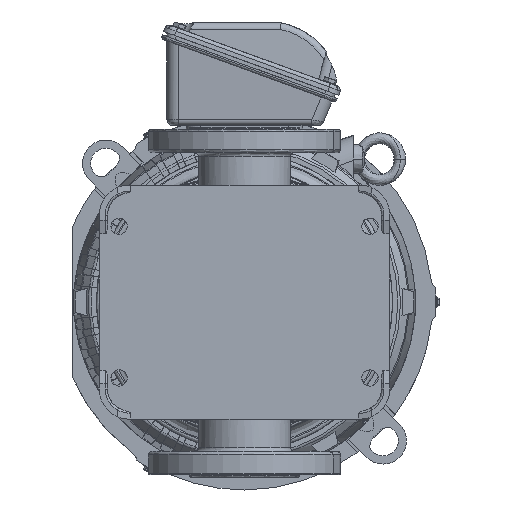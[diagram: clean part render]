
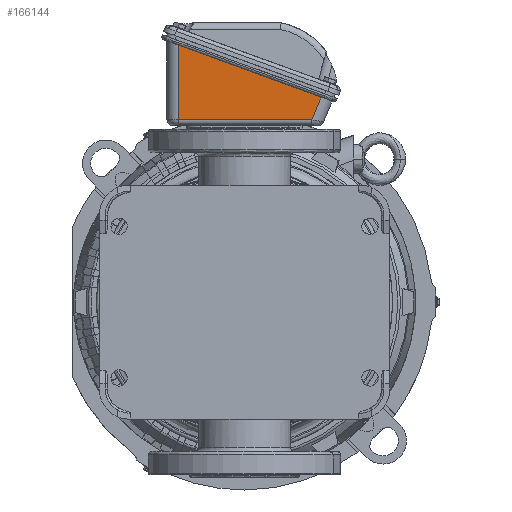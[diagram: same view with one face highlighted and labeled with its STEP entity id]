
A CAD part, front view. The second image highlights one B-rep face of the part: STEP entity #166144.
In plain terms, the highlighted face is planar.
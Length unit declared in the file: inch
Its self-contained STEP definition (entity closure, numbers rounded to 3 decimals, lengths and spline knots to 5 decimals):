
#11205 = CARTESIAN_POINT ( 'NONE',  ( -0.69407, 2.19904, 6.91979 ) ) ;
#18184 = VERTEX_POINT ( 'NONE', #53911 ) ;
#19953 = CARTESIAN_POINT ( 'NONE',  ( -0.69267, 2.21405, 6.95695 ) ) ;
#23948 = FACE_OUTER_BOUND ( 'NONE', #118848, .T. ) ;
#25132 = DIRECTION ( 'NONE',  ( 0.999, -0.012, -0.033 ) ) ;
#31572 = DIRECTION ( 'NONE',  ( 0., 0.94, -0.342 ) ) ;
#42863 = DIRECTION ( 'NONE',  ( 0.012, 1., 0. ) ) ;
#47597 = CARTESIAN_POINT ( 'NONE',  ( -0.78137, -3.00296, 6.15273 ) ) ;
#53911 = CARTESIAN_POINT ( 'NONE',  ( -0.77674, -2.6151, 6.15273 ) ) ;
#57606 = ORIENTED_EDGE ( 'NONE', *, *, #211194, .T. ) ;
#62847 = VERTEX_POINT ( 'NONE', #117530 ) ;
#79688 = ORIENTED_EDGE ( 'NONE', *, *, #120328, .F. ) ;
#86627 = CARTESIAN_POINT ( 'NONE',  ( -0.69407, -2.6151, 8.672 ) ) ;
#92797 = VERTEX_POINT ( 'NONE', #11205 ) ;
#110421 = LINE ( 'NONE', #19953, #209868 ) ;
#113622 = EDGE_CURVE ( 'NONE', #137897, #18184, #146713, .T. ) ;
#117530 = CARTESIAN_POINT ( 'NONE',  ( -0.72294, 1.88913, 6.15273 ) ) ;
#118848 = EDGE_LOOP ( 'NONE', ( #173909, #199196, #57606, #79688 ) ) ;
#120328 = EDGE_CURVE ( 'NONE', #137897, #92797, #142570, .T. ) ;
#128000 = CARTESIAN_POINT ( 'NONE',  ( -0.69407, -3.0849, 8.84299 ) ) ;
#137897 = VERTEX_POINT ( 'NONE', #86627 ) ;
#138645 = VECTOR ( 'NONE', #42863, 39.37008 ) ;
#142570 = LINE ( 'NONE', #128000, #227790 ) ;
#146713 = LINE ( 'NONE', #185364, #222441 ) ;
#150730 = CARTESIAN_POINT ( 'NONE',  ( -0.68582, -3.0041, 9.06496 ) ) ;
#166144 = ADVANCED_FACE ( 'NONE', ( #23948 ), #171281, .T. ) ;
#168457 = DIRECTION ( 'NONE',  ( 0.035, 0.374, 0.927 ) ) ;
#171281 = PLANE ( 'NONE',  #229959 ) ;
#173909 = ORIENTED_EDGE ( 'NONE', *, *, #113622, .T. ) ;
#185364 = CARTESIAN_POINT ( 'NONE',  ( -0.68118, -2.6151, 9.06481 ) ) ;
#195517 = EDGE_CURVE ( 'NONE', #18184, #62847, #208298, .T. ) ;
#199196 = ORIENTED_EDGE ( 'NONE', *, *, #195517, .T. ) ;
#203898 = DIRECTION ( 'NONE',  ( 0., -0.94, 0.342 ) ) ;
#208298 = LINE ( 'NONE', #47597, #138645 ) ;
#209868 = VECTOR ( 'NONE', #168457, 39.37008 ) ;
#211194 = EDGE_CURVE ( 'NONE', #62847, #92797, #110421, .T. ) ;
#222441 = VECTOR ( 'NONE', #234938, 39.37008 ) ;
#227790 = VECTOR ( 'NONE', #31572, 39.37008 ) ;
#229959 = AXIS2_PLACEMENT_3D ( 'NONE', #150730, #25132, #203898 ) ;
#234938 = DIRECTION ( 'NONE',  ( -0.033, 0., -0.999 ) ) ;
